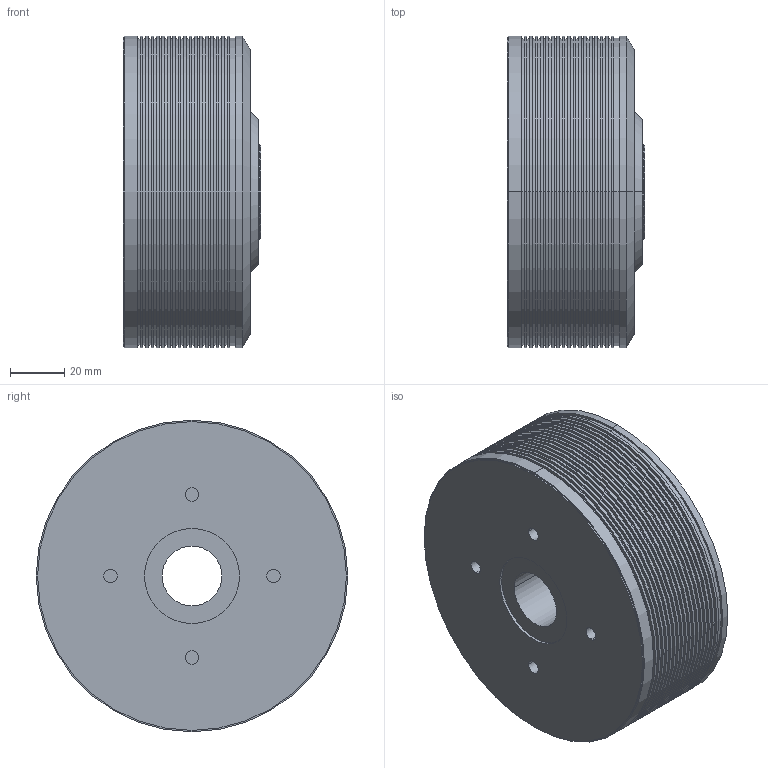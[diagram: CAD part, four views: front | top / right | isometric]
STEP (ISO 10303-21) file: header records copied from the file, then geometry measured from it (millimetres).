
FILE_DESCRIPTION((''),'2;1');
FILE_NAME('G100','2020-09-27T',('Administrator'),(''),'PRO/ENGINEER BY PARAMETRIC TECHNOLOGY CORPORATION, 2013040','PRO/ENGINEER BY PARAMETRIC TECHNOLOGY CORPORATION, 2013040','');
FILE_SCHEMA(('CONFIG_CONTROL_DESIGN'));
Length unit declared in the file: millimetre
Products named in the file (1): G100
Bounding box: 50.8 x 114.8 x 114.8 mm (x, y, z)
Volume: 463247 mm3; surface area: 52994.4 mm2
Topology: 1 solids, 1 shells, 154 faces, 308 edges, 204 vertices
Faces by surface type: cylinder 98, plane 50, cone 6
Entity records: 4146 total; most frequent: DIRECTION 820, CARTESIAN_POINT 666, ORIENTED_EDGE 616, AXIS2_PLACEMENT_3D 358, EDGE_CURVE 308, VERTEX_POINT 204, EDGE_LOOP 204, CIRCLE 204
